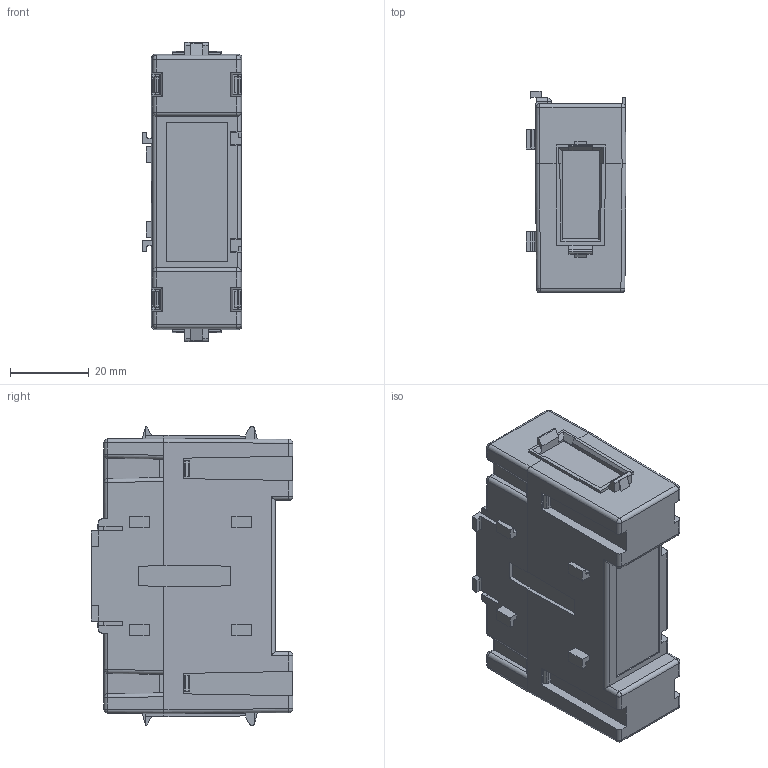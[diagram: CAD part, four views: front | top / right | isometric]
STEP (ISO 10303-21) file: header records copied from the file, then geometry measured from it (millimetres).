
FILE_DESCRIPTION (( 'STEP AP214' ), '1' );
FILE_NAME ('PE2-V.step', '2020-05-11T19:13:58', ( '' ), ( '' ), 'SwSTEP 2.0', 'SolidWorks 2019', '' );
FILE_SCHEMA (( 'AUTOMOTIVE_DESIGN' ));
Length unit declared in the file: inch
Products named in the file (2): PE2-V
Bounding box: 25.4 x 51.25 x 76 mm (x, y, z)
Volume: 63711 mm3; surface area: 24549.9 mm2
Topology: 1 solids, 1 shells, 672 faces, 1920 edges, 1216 vertices
Faces by surface type: plane 559, cylinder 81, sphere 20, cone 11, bspline 1
Entity records: 21485 total; most frequent: CARTESIAN_POINT 4137, ORIENTED_EDGE 3834, DIRECTION 3289, EDGE_CURVE 1917, LINE 1701, VECTOR 1701, VERTEX_POINT 1216, AXIS2_PLACEMENT_3D 794
